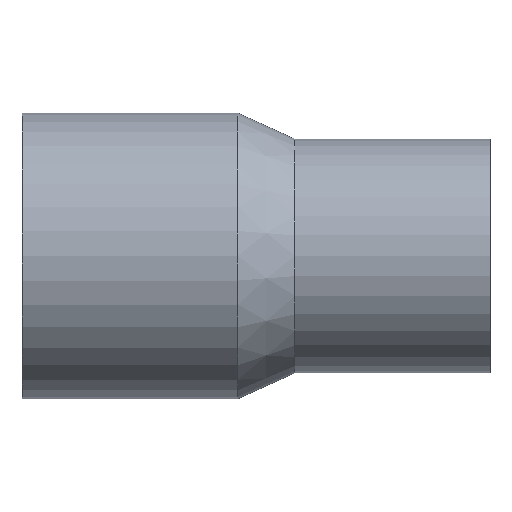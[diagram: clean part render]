
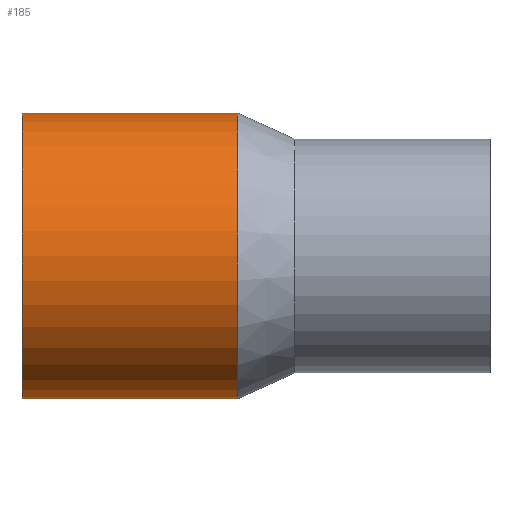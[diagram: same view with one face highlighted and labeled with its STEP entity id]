
A CAD part, top view. The second image highlights one B-rep face of the part: STEP entity #185.
In plain terms, the highlighted cylindrical face has radius 55 mm (diameter 110 mm), a partial arc.
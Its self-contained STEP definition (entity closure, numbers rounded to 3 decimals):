
#83 = VERTEX_POINT( '', #217 );
#101 = EDGE_CURVE( '', #171, #145, #236, .T. );
#117 = EDGE_CURVE( '', #183, #145, #255, .T. );
#145 = VERTEX_POINT( '', #288 );
#147 = EDGE_CURVE( '', #183, #83, #290, .T. );
#171 = VERTEX_POINT( '', #318 );
#177 = EDGE_CURVE( '', #83, #171, #324, .T. );
#183 = VERTEX_POINT( '', #330 );
#185 = ADVANCED_FACE( '', ( #332 ), #333, .T. );
#217 = CARTESIAN_POINT( '', ( 83., -55., 0. ) );
#236 = LINE( '', #386, #387 );
#255 = CIRCLE( '', #408, 55. );
#288 = CARTESIAN_POINT( '', ( 0., 55., 0. ) );
#290 = LINE( '', #454, #455 );
#318 = CARTESIAN_POINT( '', ( 83., 55., 0. ) );
#324 = CIRCLE( '', #497, 55. );
#330 = CARTESIAN_POINT( '', ( 0., -55., 0. ) );
#332 = FACE_OUTER_BOUND( '', #505, .T. );
#333 = CYLINDRICAL_SURFACE( '', #506, 55. );
#386 = CARTESIAN_POINT( '', ( 41.5, 55., 0. ) );
#387 = VECTOR( '', #555, 1. );
#408 = AXIS2_PLACEMENT_3D( '', #579, #580, #581 );
#454 = CARTESIAN_POINT( '', ( 41.5, -55., 0. ) );
#455 = VECTOR( '', #624, 1. );
#497 = AXIS2_PLACEMENT_3D( '', #663, #664, #665 );
#505 = EDGE_LOOP( '', ( #667, #668, #669, #670 ) );
#506 = AXIS2_PLACEMENT_3D( '', #671, #672, #673 );
#555 = DIRECTION( '', ( -1., 0., 0. ) );
#579 = CARTESIAN_POINT( '', ( 0., 0., 0. ) );
#580 = DIRECTION( '', ( -1., 0., 0. ) );
#581 = DIRECTION( '', ( 0., 1., 0. ) );
#624 = DIRECTION( '', ( 1., 0., 0. ) );
#663 = CARTESIAN_POINT( '', ( 83., 0., 0. ) );
#664 = DIRECTION( '', ( -1., 0., 0. ) );
#665 = DIRECTION( '', ( 0., 1., 0. ) );
#667 = ORIENTED_EDGE( '', *, *, #101, .T. );
#668 = ORIENTED_EDGE( '', *, *, #117, .F. );
#669 = ORIENTED_EDGE( '', *, *, #147, .T. );
#670 = ORIENTED_EDGE( '', *, *, #177, .T. );
#671 = CARTESIAN_POINT( '', ( 41.5, 0., 0. ) );
#672 = DIRECTION( '', ( 1., 0., 0. ) );
#673 = DIRECTION( '', ( 0., 1., 0. ) );
